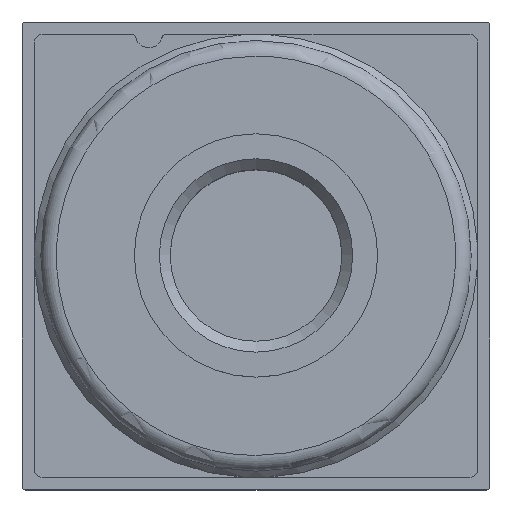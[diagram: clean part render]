
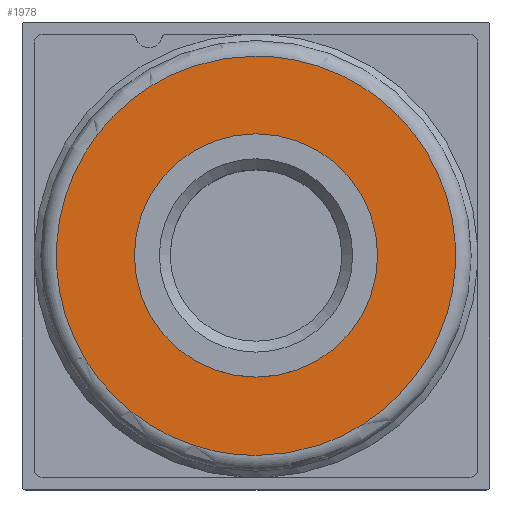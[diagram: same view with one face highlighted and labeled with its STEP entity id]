
A CAD part, top view. The second image highlights one B-rep face of the part: STEP entity #1978.
In plain terms, the highlighted planar face has unit normal (0, 0, 1).
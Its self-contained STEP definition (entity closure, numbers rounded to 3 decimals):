
#29=B_SPLINE_CURVE_WITH_KNOTS('',3,(#2818,#2819,#2820,#2821,#2822,#2823,
#2824,#2825,#2826,#2827,#2828,#2829,#2830,#2831,#2832,#2833,#2834,#2835,
#2836),.UNSPECIFIED.,.T.,.F.,(1,1,1,1,1,1,1,1,1,1,1,1,1,1,1,1,1,1,1,1,1,
1,1),(-0.191,-0.128,-0.066,0.,0.059,
0.122,0.184,0.247,0.309,0.372,
0.434,0.497,0.559,0.622,
0.684,0.747,0.809,0.872,
0.934,1.,1.059,1.122,1.184),.UNSPECIFIED.);
#65=CIRCLE('',#2100,0.756);
#356=ORIENTED_EDGE('',*,*,#603,.T.);
#357=ORIENTED_EDGE('',*,*,#611,.F.);
#603=EDGE_CURVE('',#743,#743,#29,.T.);
#611=EDGE_CURVE('',#751,#751,#65,.T.);
#743=VERTEX_POINT('',#2837);
#751=VERTEX_POINT('',#2860);
#1144=EDGE_LOOP('',(#356));
#1145=EDGE_LOOP('',(#357));
#1247=FACE_BOUND('',#1144,.T.);
#1248=FACE_BOUND('',#1145,.T.);
#1319=PLANE('',#2101);
#1978=ADVANCED_FACE('',(#1247,#1248),#1319,.T.);
#2100=AXIS2_PLACEMENT_3D('',#2859,#2434,#2435);
#2101=AXIS2_PLACEMENT_3D('',#2861,#2436,#2437);
#2434=DIRECTION('',(0.,0.,1.));
#2435=DIRECTION('',(1.,0.,0.));
#2436=DIRECTION('',(0.,0.,1.));
#2437=DIRECTION('',(1.,0.,0.));
#2818=CARTESIAN_POINT('',(0.521,1.208,-1.18));
#2819=CARTESIAN_POINT('',(0.017,1.313,-1.18));
#2820=CARTESIAN_POINT('',(-0.485,1.219,-1.18));
#2821=CARTESIAN_POINT('',(-0.909,0.948,-1.18));
#2822=CARTESIAN_POINT('',(-1.203,0.528,-1.18));
#2823=CARTESIAN_POINT('',(-1.313,0.027,-1.18));
#2824=CARTESIAN_POINT('',(-1.224,-0.477,-1.18));
#2825=CARTESIAN_POINT('',(-0.948,-0.909,-1.18));
#2826=CARTESIAN_POINT('',(-0.528,-1.203,-1.18));
#2827=CARTESIAN_POINT('',(-0.027,-1.313,-1.18));
#2828=CARTESIAN_POINT('',(0.477,-1.224,-1.18));
#2829=CARTESIAN_POINT('',(0.909,-0.948,-1.18));
#2830=CARTESIAN_POINT('',(1.203,-0.528,-1.18));
#2831=CARTESIAN_POINT('',(1.313,-0.028,-1.18));
#2832=CARTESIAN_POINT('',(1.224,0.477,-1.18));
#2833=CARTESIAN_POINT('',(0.948,0.909,-1.18));
#2834=CARTESIAN_POINT('',(0.521,1.208,-1.18));
#2835=CARTESIAN_POINT('',(0.017,1.313,-1.18));
#2836=CARTESIAN_POINT('',(-0.485,1.219,-1.18));
#2837=CARTESIAN_POINT('',(0.,1.28,-1.18));
#2859=CARTESIAN_POINT('',(0.,0.,-1.18));
#2860=CARTESIAN_POINT('',(0.756,0.,-1.18));
#2861=CARTESIAN_POINT('',(0.,0.756,-1.18));
